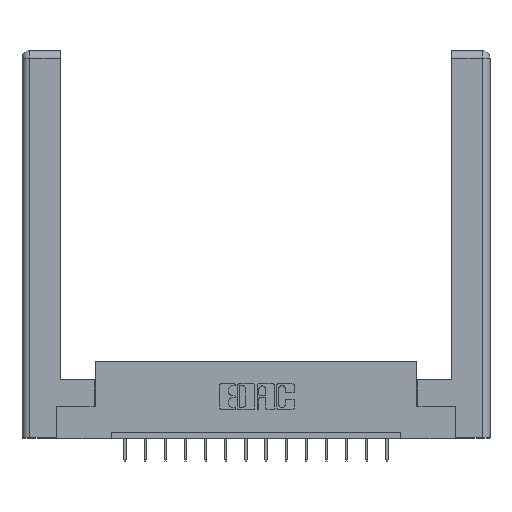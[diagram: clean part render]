
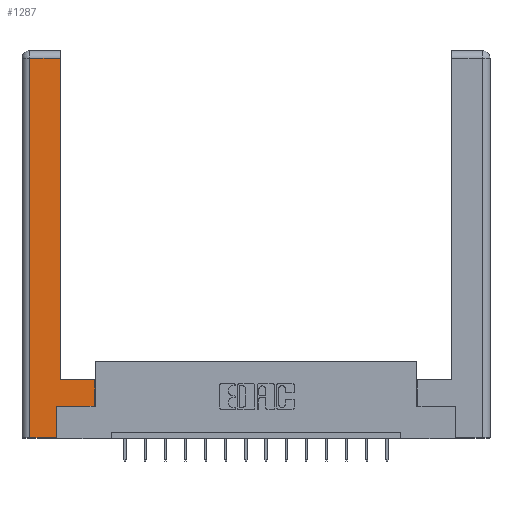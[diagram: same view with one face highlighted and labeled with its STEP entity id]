
A CAD part, top view. The second image highlights one B-rep face of the part: STEP entity #1287.
In plain terms, the highlighted planar face has unit normal (0, 0, 1).
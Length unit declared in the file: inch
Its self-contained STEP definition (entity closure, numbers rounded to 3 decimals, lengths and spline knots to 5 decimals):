
#132 = CARTESIAN_POINT ( 'NONE',  ( 0.0615, 0., 0. ) ) ;
#204 = CARTESIAN_POINT ( 'NONE',  ( 0.295, 2.94, 0. ) ) ;
#511 = CARTESIAN_POINT ( 'NONE',  ( 0.0615, 2.94, 0. ) ) ;
#590 = VECTOR ( 'NONE', #2153, 39.37008 ) ;
#792 = LINE ( 'NONE', #16623, #6656 ) ;
#1172 = CARTESIAN_POINT ( 'NONE',  ( 0.265, 0.245, 0. ) ) ;
#1176 = VECTOR ( 'NONE', #15124, 39.37008 ) ;
#1287 = ADVANCED_FACE ( 'NONE', ( #3044 ), #16549, .F. ) ;
#1809 = LINE ( 'NONE', #10046, #1176 ) ;
#2038 = CARTESIAN_POINT ( 'NONE',  ( 0.295, 0.45, 0. ) ) ;
#2153 = DIRECTION ( 'NONE',  ( 0., 1., 0. ) ) ;
#2226 = EDGE_CURVE ( 'NONE', #5673, #16012, #1809, .T. ) ;
#2304 = CARTESIAN_POINT ( 'NONE',  ( 0.565, 0.245, 0. ) ) ;
#2369 = CARTESIAN_POINT ( 'NONE',  ( 0.565, 0.45, 0. ) ) ;
#2602 = CARTESIAN_POINT ( 'NONE',  ( 0.265, 0.245, 0. ) ) ;
#2699 = EDGE_LOOP ( 'NONE', ( #9549, #7291, #8238, #13735, #15785, #9417, #16491, #6709 ) ) ;
#2849 = LINE ( 'NONE', #3525, #12746 ) ;
#3044 = FACE_OUTER_BOUND ( 'NONE', #2699, .T. ) ;
#3525 = CARTESIAN_POINT ( 'NONE',  ( 0.0615, 0., 0. ) ) ;
#3667 = VERTEX_POINT ( 'NONE', #511 ) ;
#3832 = DIRECTION ( 'NONE',  ( 0., 0., -1. ) ) ;
#3898 = DIRECTION ( 'NONE',  ( 0., 1., 0. ) ) ;
#4102 = AXIS2_PLACEMENT_3D ( 'NONE', #12807, #3832, #5126 ) ;
#4453 = EDGE_CURVE ( 'NONE', #3667, #12325, #2849, .T. ) ;
#4806 = CARTESIAN_POINT ( 'NONE',  ( 0.265, 0., 0. ) ) ;
#4836 = DIRECTION ( 'NONE',  ( 0., 1., 0. ) ) ;
#5126 = DIRECTION ( 'NONE',  ( -1., 0., 0. ) ) ;
#5673 = VERTEX_POINT ( 'NONE', #2369 ) ;
#5675 = EDGE_CURVE ( 'NONE', #13337, #5673, #10890, .T. ) ;
#5717 = CARTESIAN_POINT ( 'NONE',  ( 0.265, 0., 0. ) ) ;
#6050 = DIRECTION ( 'NONE',  ( 1., 0., 0. ) ) ;
#6110 = DIRECTION ( 'NONE',  ( 1., 0., 0. ) ) ;
#6606 = VECTOR ( 'NONE', #3898, 39.37008 ) ;
#6656 = VECTOR ( 'NONE', #8939, 39.37008 ) ;
#6709 = ORIENTED_EDGE ( 'NONE', *, *, #2226, .T. ) ;
#6712 = EDGE_CURVE ( 'NONE', #12325, #8510, #13661, .T. ) ;
#7291 = ORIENTED_EDGE ( 'NONE', *, *, #14664, .T. ) ;
#8238 = ORIENTED_EDGE ( 'NONE', *, *, #4453, .T. ) ;
#8510 = VERTEX_POINT ( 'NONE', #5717 ) ;
#8713 = EDGE_CURVE ( 'NONE', #13498, #13337, #12076, .T. ) ;
#8939 = DIRECTION ( 'NONE',  ( -1., 0., 0. ) ) ;
#9150 = LINE ( 'NONE', #11269, #9353 ) ;
#9284 = VERTEX_POINT ( 'NONE', #204 ) ;
#9353 = VECTOR ( 'NONE', #4836, 39.37008 ) ;
#9417 = ORIENTED_EDGE ( 'NONE', *, *, #8713, .T. ) ;
#9549 = ORIENTED_EDGE ( 'NONE', *, *, #12023, .T. ) ;
#9865 = VECTOR ( 'NONE', #6050, 39.37008 ) ;
#10029 = DIRECTION ( 'NONE',  ( 0., -1., 0. ) ) ;
#10046 = CARTESIAN_POINT ( 'NONE',  ( 0.295, 0.45, 0. ) ) ;
#10444 = VECTOR ( 'NONE', #6110, 39.37008 ) ;
#10453 = LINE ( 'NONE', #2602, #6606 ) ;
#10890 = LINE ( 'NONE', #16326, #590 ) ;
#11269 = CARTESIAN_POINT ( 'NONE',  ( 0.295, 3., 0. ) ) ;
#12023 = EDGE_CURVE ( 'NONE', #16012, #9284, #9150, .T. ) ;
#12076 = LINE ( 'NONE', #16508, #9865 ) ;
#12325 = VERTEX_POINT ( 'NONE', #132 ) ;
#12746 = VECTOR ( 'NONE', #10029, 39.37008 ) ;
#12807 = CARTESIAN_POINT ( 'NONE',  ( 0., 0., 0. ) ) ;
#13337 = VERTEX_POINT ( 'NONE', #2304 ) ;
#13498 = VERTEX_POINT ( 'NONE', #1172 ) ;
#13661 = LINE ( 'NONE', #4806, #10444 ) ;
#13735 = ORIENTED_EDGE ( 'NONE', *, *, #6712, .T. ) ;
#14664 = EDGE_CURVE ( 'NONE', #9284, #3667, #792, .T. ) ;
#15124 = DIRECTION ( 'NONE',  ( -1., 0., 0. ) ) ;
#15636 = EDGE_CURVE ( 'NONE', #8510, #13498, #10453, .T. ) ;
#15785 = ORIENTED_EDGE ( 'NONE', *, *, #15636, .T. ) ;
#16012 = VERTEX_POINT ( 'NONE', #2038 ) ;
#16326 = CARTESIAN_POINT ( 'NONE',  ( 0.565, 0.45, 0. ) ) ;
#16491 = ORIENTED_EDGE ( 'NONE', *, *, #5675, .T. ) ;
#16508 = CARTESIAN_POINT ( 'NONE',  ( 0.565, 0.245, 0. ) ) ;
#16549 = PLANE ( 'NONE',  #4102 ) ;
#16623 = CARTESIAN_POINT ( 'NONE',  ( 0.0615, 2.94, 0. ) ) ;
